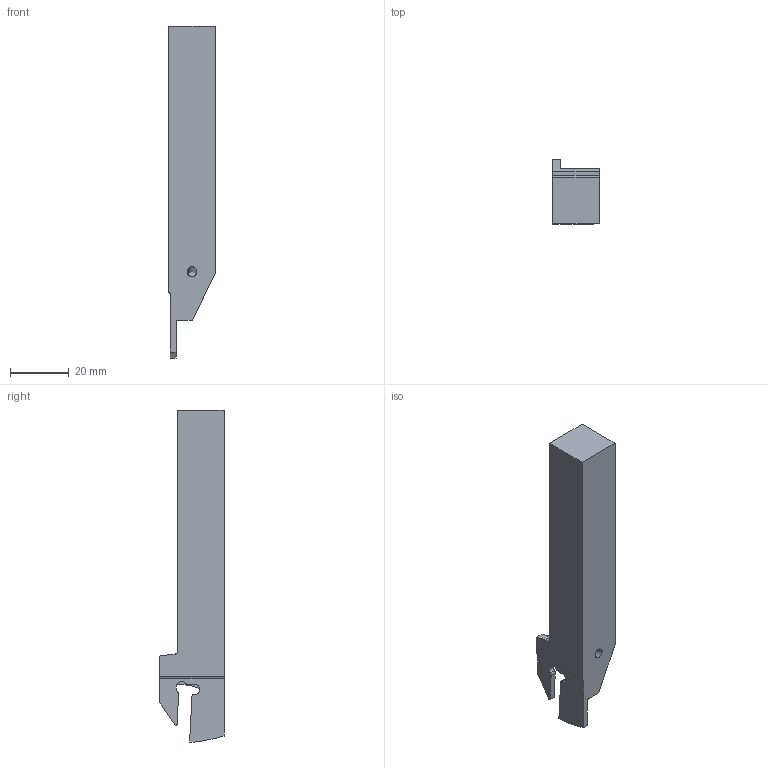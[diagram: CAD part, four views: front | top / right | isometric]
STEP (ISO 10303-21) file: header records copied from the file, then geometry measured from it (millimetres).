
FILE_DESCRIPTION(/* description */ (''),/* implementation_level */ '2;1');
FILE_NAME(/* name */ 'GYSRUS10B00-F20.stp',/* time_stamp */ '2021-04-02T17:57:07+09:00',/* author */ (''),/* organization */ (''),/* preprocessor_version */ 'ST-DEVELOPER v16',/* originating_system */ 'SIEMENS PLM Software NX 10.0',/* authorisation */ '');
FILE_SCHEMA (('AUTOMOTIVE_DESIGN { 1 0 10303 214 3 1 1 1 }'));
Length unit declared in the file: millimetre
Products named in the file (1): GYSRUS10B00-F20_ASM
Bounding box: 15.88 x 21.88 x 113.3 mm (x, y, z)
Volume: 24431.1 mm3; surface area: 7679.9 mm2
Topology: 2 solids, 2 shells, 92 faces, 265 edges, 179 vertices
Faces by surface type: cylinder 38, plane 36, cone 12, torus 4, sphere 2
Entity records: 3765 total; most frequent: CARTESIAN_POINT 1008, DIRECTION 528, ORIENTED_EDGE 526, EDGE_CURVE 263, AXIS2_PLACEMENT_3D 196, VERTEX_POINT 176, LINE 136, VECTOR 136
